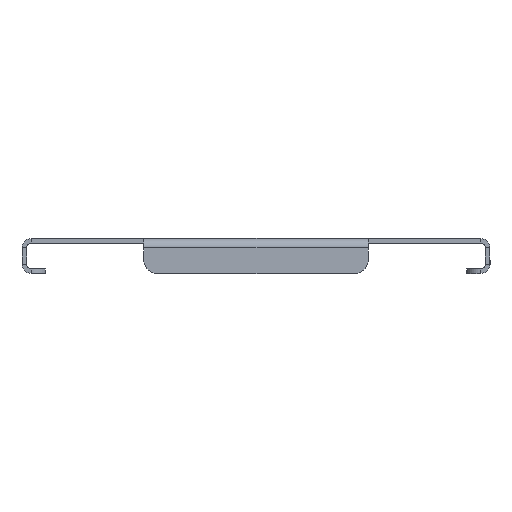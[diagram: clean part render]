
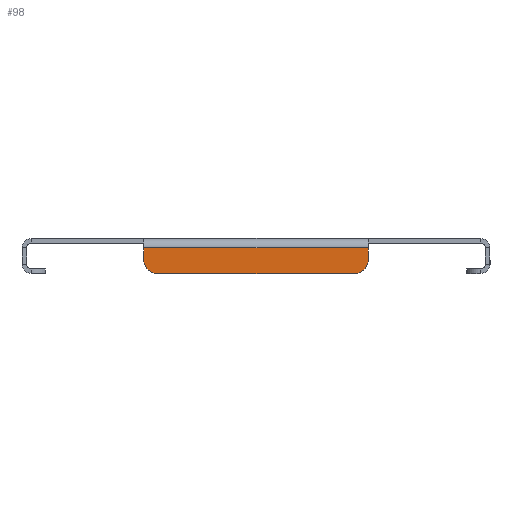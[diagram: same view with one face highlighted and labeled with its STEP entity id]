
A CAD part, left-side view. The second image highlights one B-rep face of the part: STEP entity #98.
In plain terms, the highlighted planar face has unit normal (-1, 0, 0).
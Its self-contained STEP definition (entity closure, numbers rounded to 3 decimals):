
#55 = CARTESIAN_POINT ( 'NONE',  ( -399.5, -100., -15. ) ) ;
#70 = VECTOR ( 'NONE', #1381, 1000. ) ;
#98 = ADVANCED_FACE ( 'NONE', ( #1302 ), #2197, .F. ) ;
#131 = EDGE_CURVE ( 'NONE', #2935, #450, #1351, .T. ) ;
#259 = CARTESIAN_POINT ( 'NONE',  ( -399.5, -42., -9. ) ) ;
#323 = CARTESIAN_POINT ( 'NONE',  ( -399.5, 42., -15. ) ) ;
#395 = AXIS2_PLACEMENT_3D ( 'NONE', #2898, #1987, #2916 ) ;
#440 = EDGE_CURVE ( 'NONE', #1567, #2978, #2145, .T. ) ;
#450 = VERTEX_POINT ( 'NONE', #1945 ) ;
#514 = DIRECTION ( 'NONE',  ( 0., 0., -1. ) ) ;
#558 = DIRECTION ( 'NONE',  ( 0., 0., 1. ) ) ;
#560 = EDGE_LOOP ( 'NONE', ( #2445, #1726, #1342, #1053, #1798, #2178 ) ) ;
#679 = AXIS2_PLACEMENT_3D ( 'NONE', #259, #1172, #514 ) ;
#814 = EDGE_CURVE ( 'NONE', #1567, #934, #1123, .T. ) ;
#839 = LINE ( 'NONE', #2002, #2282 ) ;
#934 = VERTEX_POINT ( 'NONE', #2352 ) ;
#1053 = ORIENTED_EDGE ( 'NONE', *, *, #440, .F. ) ;
#1123 = LINE ( 'NONE', #2295, #70 ) ;
#1172 = DIRECTION ( 'NONE',  ( -1., 0., 0. ) ) ;
#1282 = DIRECTION ( 'NONE',  ( -1., 0., 0. ) ) ;
#1302 = FACE_OUTER_BOUND ( 'NONE', #560, .T. ) ;
#1342 = ORIENTED_EDGE ( 'NONE', *, *, #2141, .T. ) ;
#1351 = CIRCLE ( 'NONE', #679, 6. ) ;
#1381 = DIRECTION ( 'NONE',  ( 0., 0., -1. ) ) ;
#1411 = VECTOR ( 'NONE', #1706, 1000. ) ;
#1476 = LINE ( 'NONE', #55, #2473 ) ;
#1497 = DIRECTION ( 'NONE',  ( 0., 0., -1. ) ) ;
#1567 = VERTEX_POINT ( 'NONE', #2512 ) ;
#1706 = DIRECTION ( 'NONE',  ( 0., -1., 0. ) ) ;
#1726 = ORIENTED_EDGE ( 'NONE', *, *, #131, .T. ) ;
#1798 = ORIENTED_EDGE ( 'NONE', *, *, #814, .T. ) ;
#1877 = DIRECTION ( 'NONE',  ( 0., 1., 0. ) ) ;
#1934 = VERTEX_POINT ( 'NONE', #323 ) ;
#1945 = CARTESIAN_POINT ( 'NONE',  ( -399.5, -48., -9. ) ) ;
#1961 = CARTESIAN_POINT ( 'NONE',  ( -399.5, 42., -9. ) ) ;
#1987 = DIRECTION ( 'NONE',  ( 1., 0., 0. ) ) ;
#1993 = CIRCLE ( 'NONE', #2571, 6. ) ;
#2002 = CARTESIAN_POINT ( 'NONE',  ( -399.5, -48., -15. ) ) ;
#2141 = EDGE_CURVE ( 'NONE', #450, #2978, #839, .T. ) ;
#2145 = LINE ( 'NONE', #2876, #1411 ) ;
#2178 = ORIENTED_EDGE ( 'NONE', *, *, #2688, .T. ) ;
#2197 = PLANE ( 'NONE',  #395 ) ;
#2198 = EDGE_CURVE ( 'NONE', #2935, #1934, #1476, .T. ) ;
#2282 = VECTOR ( 'NONE', #558, 1000. ) ;
#2295 = CARTESIAN_POINT ( 'NONE',  ( -399.5, 48., -15. ) ) ;
#2352 = CARTESIAN_POINT ( 'NONE',  ( -399.5, 48., -9. ) ) ;
#2445 = ORIENTED_EDGE ( 'NONE', *, *, #2198, .F. ) ;
#2473 = VECTOR ( 'NONE', #1877, 1000. ) ;
#2512 = CARTESIAN_POINT ( 'NONE',  ( -399.5, 48., -4. ) ) ;
#2571 = AXIS2_PLACEMENT_3D ( 'NONE', #1961, #1282, #1497 ) ;
#2592 = CARTESIAN_POINT ( 'NONE',  ( -399.5, -48., -4. ) ) ;
#2688 = EDGE_CURVE ( 'NONE', #934, #1934, #1993, .T. ) ;
#2829 = CARTESIAN_POINT ( 'NONE',  ( -399.5, -42., -15. ) ) ;
#2876 = CARTESIAN_POINT ( 'NONE',  ( -399.5, -100., -4. ) ) ;
#2898 = CARTESIAN_POINT ( 'NONE',  ( -399.5, 0., 0. ) ) ;
#2916 = DIRECTION ( 'NONE',  ( 0., 0., -1. ) ) ;
#2935 = VERTEX_POINT ( 'NONE', #2829 ) ;
#2978 = VERTEX_POINT ( 'NONE', #2592 ) ;
